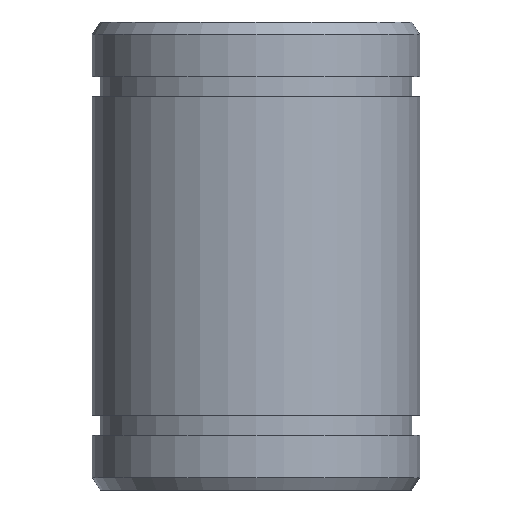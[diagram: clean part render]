
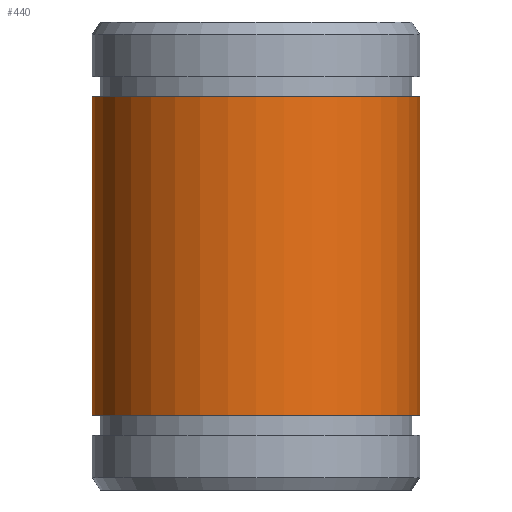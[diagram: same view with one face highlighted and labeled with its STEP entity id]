
A CAD part, left-side view. The second image highlights one B-rep face of the part: STEP entity #440.
In plain terms, the highlighted cylindrical face has radius 10.5 mm (diameter 21 mm), a partial arc.
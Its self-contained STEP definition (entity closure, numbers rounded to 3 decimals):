
#38=LINE('',#662,#78);
#39=LINE('',#666,#79);
#78=VECTOR('',#529,1000.);
#79=VECTOR('',#532,1000.);
#118=ORIENTED_EDGE('',*,*,#250,.F.);
#119=ORIENTED_EDGE('',*,*,#251,.F.);
#120=ORIENTED_EDGE('',*,*,#252,.T.);
#121=ORIENTED_EDGE('',*,*,#253,.T.);
#250=EDGE_CURVE('',#316,#317,#360,.T.);
#251=EDGE_CURVE('',#318,#316,#38,.T.);
#252=EDGE_CURVE('',#318,#319,#361,.T.);
#253=EDGE_CURVE('',#319,#317,#39,.T.);
#316=VERTEX_POINT('',#660);
#317=VERTEX_POINT('',#661);
#318=VERTEX_POINT('',#663);
#319=VERTEX_POINT('',#665);
#360=CIRCLE('',#478,10.5);
#361=CIRCLE('',#479,10.5);
#382=EDGE_LOOP('',(#118,#119,#120,#121));
#406=FACE_BOUND('',#382,.T.);
#430=CYLINDRICAL_SURFACE('',#477,10.5);
#440=ADVANCED_FACE('',(#406),#430,.T.);
#477=AXIS2_PLACEMENT_3D('',#658,#525,#526);
#478=AXIS2_PLACEMENT_3D('',#659,#527,#528);
#479=AXIS2_PLACEMENT_3D('',#664,#530,#531);
#525=DIRECTION('',(0.,0.,-1.));
#526=DIRECTION('',(-1.,0.,0.));
#527=DIRECTION('',(0.,0.,-1.));
#528=DIRECTION('',(-1.,0.,0.));
#529=DIRECTION('',(0.,0.,-1.));
#530=DIRECTION('',(0.,0.,-1.));
#531=DIRECTION('',(-1.,0.,0.));
#532=DIRECTION('',(0.,0.,-1.));
#658=CARTESIAN_POINT('',(0.,0.,-100.));
#659=CARTESIAN_POINT('',(0.,0.,-10.2));
#660=CARTESIAN_POINT('',(7.92,-6.893,-10.2));
#661=CARTESIAN_POINT('',(7.92,6.893,-10.2));
#662=CARTESIAN_POINT('',(7.92,-6.893,15.));
#663=CARTESIAN_POINT('',(7.92,-6.893,10.2));
#664=CARTESIAN_POINT('',(0.,0.,10.2));
#665=CARTESIAN_POINT('',(7.92,6.893,10.2));
#666=CARTESIAN_POINT('',(7.92,6.893,15.));
